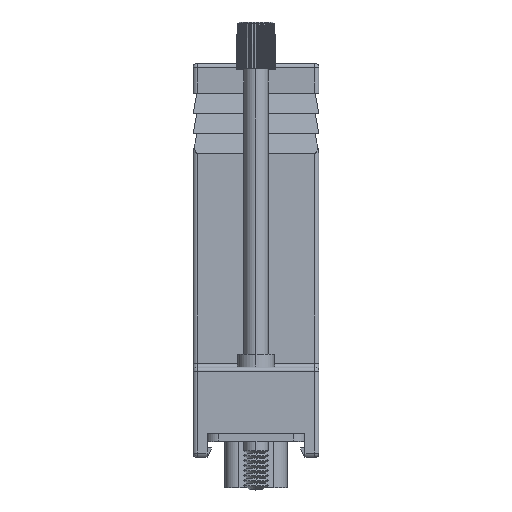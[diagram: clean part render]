
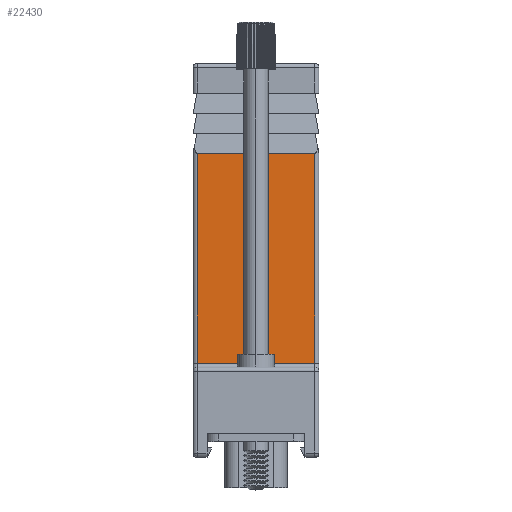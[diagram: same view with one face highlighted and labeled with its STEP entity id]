
A CAD part, top view. The second image highlights one B-rep face of the part: STEP entity #22430.
In plain terms, the highlighted planar face has unit normal (0, 0, 1).
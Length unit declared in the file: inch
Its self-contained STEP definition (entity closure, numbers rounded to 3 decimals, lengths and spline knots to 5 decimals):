
#1631 = FACE_OUTER_BOUND ( 'NONE', #3401, .T. ) ;
#3173 = VERTEX_POINT ( 'NONE', #9807 ) ;
#3176 = VERTEX_POINT ( 'NONE', #9810 ) ;
#3177 = VERTEX_POINT ( 'NONE', #9811 ) ;
#3180 = VERTEX_POINT ( 'NONE', #9814 ) ;
#3401 = EDGE_LOOP ( 'NONE', ( #22950, #22876, #22867, #22820 ) ) ;
#4452 = CARTESIAN_POINT ( 'NONE',  ( -0.315, 1.97, 0.3885 ) ) ;
#4459 = PLANE ( 'NONE',  #14479 ) ;
#4461 = DIRECTION ( 'NONE',  ( 0., 0., -1. ) ) ;
#4462 = DIRECTION ( 'NONE',  ( -1., 0., 0. ) ) ;
#6772 = CARTESIAN_POINT ( 'NONE',  ( -0.31504, 1.52, 0.3885 ) ) ;
#6774 = CARTESIAN_POINT ( 'NONE',  ( -0.295, 1.97, 0.3885 ) ) ;
#6776 = CARTESIAN_POINT ( 'NONE',  ( -0.315, 0.47, 0.3885 ) ) ;
#6777 = DIRECTION ( 'NONE',  ( 1., 0., 0. ) ) ;
#6779 = DIRECTION ( 'NONE',  ( 0., -1., 0. ) ) ;
#6781 = DIRECTION ( 'NONE',  ( 1., 0., 0. ) ) ;
#6782 = CARTESIAN_POINT ( 'NONE',  ( 0.295, 1.97, 0.3885 ) ) ;
#6783 = DIRECTION ( 'NONE',  ( 0., 1., 0. ) ) ;
#9807 = CARTESIAN_POINT ( 'NONE',  ( -0.295, 1.52, 0.3885 ) ) ;
#9810 = CARTESIAN_POINT ( 'NONE',  ( 0.295, 0.47, 0.3885 ) ) ;
#9811 = CARTESIAN_POINT ( 'NONE',  ( -0.295, 0.47, 0.3885 ) ) ;
#9814 = CARTESIAN_POINT ( 'NONE',  ( 0.295, 1.52, 0.3885 ) ) ;
#10630 = EDGE_CURVE ( 'NONE', #3173, #3180, #19183, .T. ) ;
#10631 = EDGE_CURVE ( 'NONE', #3173, #3177, #19185, .T. ) ;
#10632 = EDGE_CURVE ( 'NONE', #3177, #3176, #19187, .T. ) ;
#10633 = EDGE_CURVE ( 'NONE', #3176, #3180, #19191, .T. ) ;
#14479 = AXIS2_PLACEMENT_3D ( 'NONE', #4452, #4461, #4462 ) ;
#19183 = LINE ( 'NONE', #6772, #19188 ) ;
#19185 = LINE ( 'NONE', #6774, #19190 ) ;
#19187 = LINE ( 'NONE', #6776, #19192 ) ;
#19188 = VECTOR ( 'NONE', #6777, 39.37008 ) ;
#19190 = VECTOR ( 'NONE', #6779, 39.37008 ) ;
#19191 = LINE ( 'NONE', #6782, #19194 ) ;
#19192 = VECTOR ( 'NONE', #6781, 39.37008 ) ;
#19194 = VECTOR ( 'NONE', #6783, 39.37008 ) ;
#22430 = ADVANCED_FACE ( 'NONE', ( #1631 ), #4459, .F. ) ;
#22820 = ORIENTED_EDGE ( 'NONE', *, *, #10633, .T. ) ;
#22867 = ORIENTED_EDGE ( 'NONE', *, *, #10632, .T. ) ;
#22876 = ORIENTED_EDGE ( 'NONE', *, *, #10631, .T. ) ;
#22950 = ORIENTED_EDGE ( 'NONE', *, *, #10630, .F. ) ;
